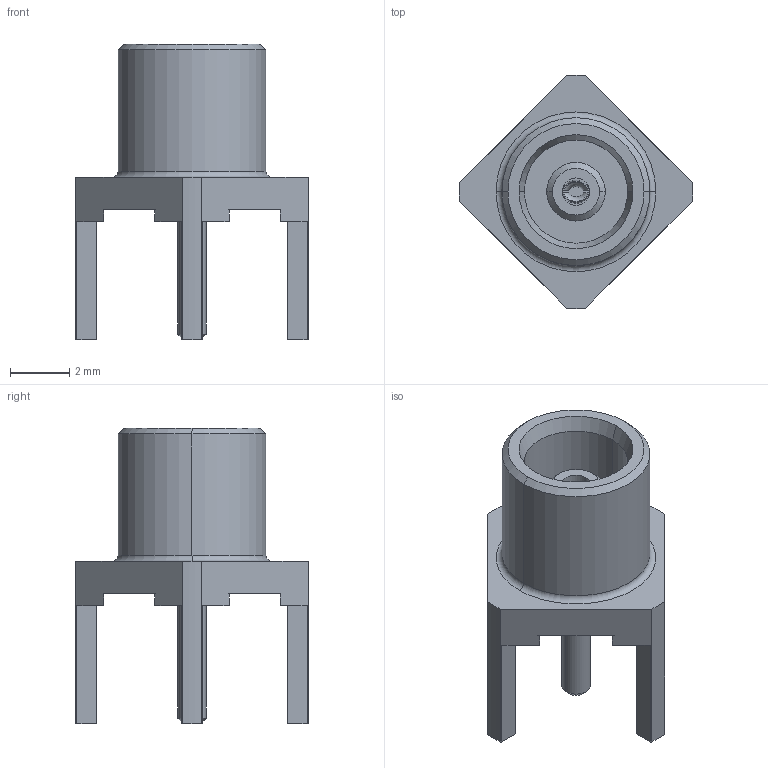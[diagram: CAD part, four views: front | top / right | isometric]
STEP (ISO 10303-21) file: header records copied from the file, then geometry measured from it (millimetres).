
FILE_DESCRIPTION (( 'STEP AP214' ), '1' );
FILE_NAME ('J01271A0138.STEP', '2018-09-20T12:23:28', ( '' ), ( '' ), 'SwSTEP 2.0', 'SolidWorks 2017', '' );
FILE_SCHEMA (( 'AUTOMOTIVE_DESIGN' ));
Length unit declared in the file: millimetre
Products named in the file (1): J01271A0138
Bounding box: 7.88 x 7.88 x 10 mm (x, y, z)
Volume: 116.2 mm3; surface area: 276.7 mm2
Topology: 1 solids, 1 shells, 84 faces, 206 edges, 134 vertices
Faces by surface type: plane 40, cylinder 30, cone 10, torus 4
Entity records: 3430 total; most frequent: CARTESIAN_POINT 455, DIRECTION 446, ORIENTED_EDGE 412, EDGE_CURVE 206, AXIS2_PLACEMENT_3D 165, VERTEX_POINT 134, VECTOR 116, LINE 116
